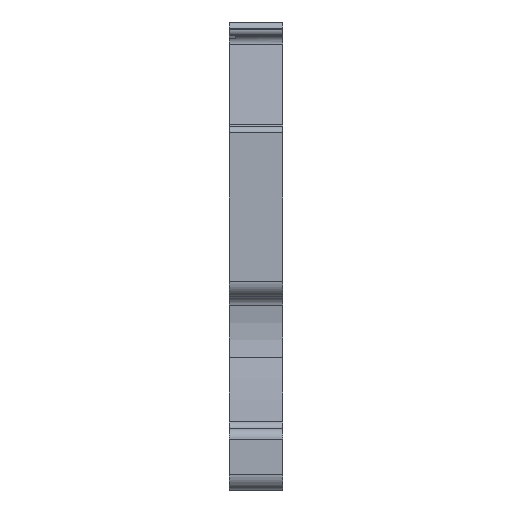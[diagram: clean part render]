
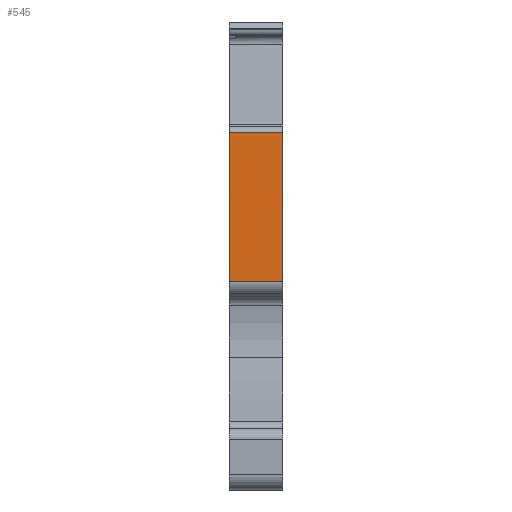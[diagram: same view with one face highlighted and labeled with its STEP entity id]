
A CAD part, left-side view. The second image highlights one B-rep face of the part: STEP entity #545.
In plain terms, the highlighted planar face has unit normal (-1, 0, 0).
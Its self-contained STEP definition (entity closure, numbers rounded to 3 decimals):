
#545 = ADVANCED_FACE( '', ( #1144 ), #1145, .F. );
#1144 = FACE_OUTER_BOUND( '', #1794, .T. );
#1145 = PLANE( '', #1795 );
#1794 = EDGE_LOOP( '', ( #3519, #3520, #3521, #3522 ) );
#1795 = AXIS2_PLACEMENT_3D( '', #3523, #3524, #3525 );
#3519 = ORIENTED_EDGE( '', *, *, #4606, .T. );
#3520 = ORIENTED_EDGE( '', *, *, #4776, .F. );
#3521 = ORIENTED_EDGE( '', *, *, #4465, .F. );
#3522 = ORIENTED_EDGE( '', *, *, #4206, .T. );
#3523 = CARTESIAN_POINT( '', ( -22.4, -1.75, -1.65 ) );
#3524 = DIRECTION( '', ( 1., 0., 0. ) );
#3525 = DIRECTION( '', ( 0., 1., 0. ) );
#4206 = EDGE_CURVE( '', #5155, #5153, #5156, .T. );
#4465 = EDGE_CURVE( '', #5155, #5567, #5568, .T. );
#4606 = EDGE_CURVE( '', #5153, #5778, #5780, .T. );
#4776 = EDGE_CURVE( '', #5567, #5778, #6003, .T. );
#5153 = VERTEX_POINT( '', #6490 );
#5155 = VERTEX_POINT( '', #6492 );
#5156 = LINE( '', #6493, #6494 );
#5567 = VERTEX_POINT( '', #7070 );
#5568 = LINE( '', #7071, #7072 );
#5778 = VERTEX_POINT( '', #7355 );
#5780 = LINE( '', #7357, #7358 );
#6003 = LINE( '', #7663, #7664 );
#6490 = CARTESIAN_POINT( '', ( -22.4, 1.75, 8.032 ) );
#6492 = CARTESIAN_POINT( '', ( -22.4, -1.75, 8.032 ) );
#6493 = CARTESIAN_POINT( '', ( -22.4, -1.75, 8.032 ) );
#6494 = VECTOR( '', #7971, 1000. );
#7070 = CARTESIAN_POINT( '', ( -22.4, -1.75, -1.65 ) );
#7071 = CARTESIAN_POINT( '', ( -22.4, -1.75, 14.75 ) );
#7072 = VECTOR( '', #8251, 1000. );
#7355 = CARTESIAN_POINT( '', ( -22.4, 1.75, -1.65 ) );
#7357 = CARTESIAN_POINT( '', ( -22.4, 1.75, -1.65 ) );
#7358 = VECTOR( '', #8460, 1000. );
#7663 = CARTESIAN_POINT( '', ( -22.4, -1.75, -1.65 ) );
#7664 = VECTOR( '', #8663, 1000. );
#7971 = DIRECTION( '', ( 0., 1., 0. ) );
#8251 = DIRECTION( '', ( 0., 0., -1. ) );
#8460 = DIRECTION( '', ( 0., 0., -1. ) );
#8663 = DIRECTION( '', ( 0., 1., 0. ) );
